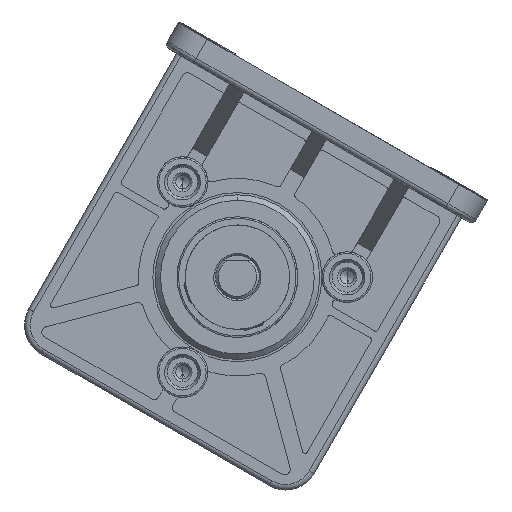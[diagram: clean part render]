
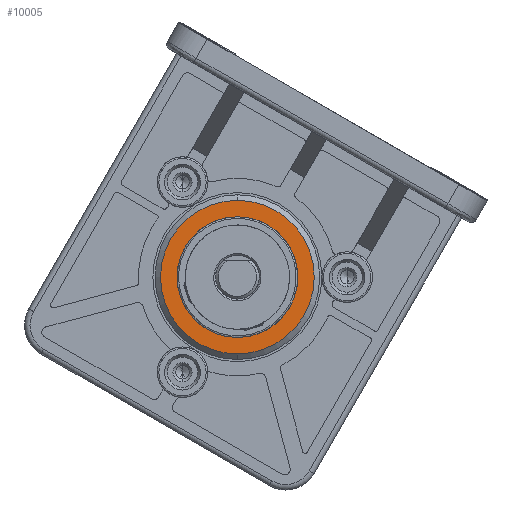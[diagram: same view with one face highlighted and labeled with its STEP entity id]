
A CAD part, left-side view. The second image highlights one B-rep face of the part: STEP entity #10005.
In plain terms, the highlighted planar face has unit normal (-1, 0, 0).
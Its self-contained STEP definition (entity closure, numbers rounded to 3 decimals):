
#1908 = CARTESIAN_POINT ( 'NONE',  ( 0., 0., 0. ) ) ;
#2158 = DIRECTION ( 'NONE',  ( 0., 0., -1. ) ) ;
#2646 = ORIENTED_EDGE ( 'NONE', *, *, #36535, .F. ) ;
#4164 = FACE_BOUND ( 'NONE', #17796, .T. ) ;
#5343 = DIRECTION ( 'NONE',  ( 0., 0., 1. ) ) ;
#6587 = VERTEX_POINT ( 'NONE', #38351 ) ;
#9411 = VERTEX_POINT ( 'NONE', #39028 ) ;
#10005 = ADVANCED_FACE ( 'NONE', ( #29374, #4164 ), #31657, .F. ) ;
#10530 = DIRECTION ( 'NONE',  ( -1., 0., 0. ) ) ;
#11229 = VERTEX_POINT ( 'NONE', #36490 ) ;
#12201 = CARTESIAN_POINT ( 'NONE',  ( 0., 0., 0. ) ) ;
#12320 = EDGE_LOOP ( 'NONE', ( #31486, #33313 ) ) ;
#12507 = CIRCLE ( 'NONE', #27339, 11. ) ;
#13985 = CARTESIAN_POINT ( 'NONE',  ( 0., 0., 0. ) ) ;
#14730 = EDGE_CURVE ( 'NONE', #6587, #9411, #17352, .T. ) ;
#15617 = DIRECTION ( 'NONE',  ( -1., 0., 0. ) ) ;
#16723 = AXIS2_PLACEMENT_3D ( 'NONE', #12201, #21967, #2158 ) ;
#17236 = DIRECTION ( 'NONE',  ( 0., 0., -1. ) ) ;
#17352 = CIRCLE ( 'NONE', #21480, 14. ) ;
#17395 = ORIENTED_EDGE ( 'NONE', *, *, #19256, .F. ) ;
#17796 = EDGE_LOOP ( 'NONE', ( #2646, #17395 ) ) ;
#19256 = EDGE_CURVE ( 'NONE', #23255, #11229, #12507, .T. ) ;
#21480 = AXIS2_PLACEMENT_3D ( 'NONE', #13985, #36675, #17236 ) ;
#21967 = DIRECTION ( 'NONE',  ( 1., 0., 0. ) ) ;
#23255 = VERTEX_POINT ( 'NONE', #37403 ) ;
#25015 = DIRECTION ( 'NONE',  ( -1., 0., 0. ) ) ;
#25032 = EDGE_CURVE ( 'NONE', #9411, #6587, #37700, .T. ) ;
#27339 = AXIS2_PLACEMENT_3D ( 'NONE', #1908, #25015, #5343 ) ;
#29374 = FACE_OUTER_BOUND ( 'NONE', #12320, .T. ) ;
#30000 = CARTESIAN_POINT ( 'NONE',  ( 0., 0., 0. ) ) ;
#30046 = CIRCLE ( 'NONE', #39069, 11. ) ;
#31486 = ORIENTED_EDGE ( 'NONE', *, *, #14730, .T. ) ;
#31657 = PLANE ( 'NONE',  #16723 ) ;
#33269 = DIRECTION ( 'NONE',  ( 0., 0., -1. ) ) ;
#33313 = ORIENTED_EDGE ( 'NONE', *, *, #25032, .T. ) ;
#35020 = CARTESIAN_POINT ( 'NONE',  ( 0., 0., 0. ) ) ;
#36490 = CARTESIAN_POINT ( 'NONE',  ( 0., 0., 11. ) ) ;
#36535 = EDGE_CURVE ( 'NONE', #11229, #23255, #30046, .T. ) ;
#36675 = DIRECTION ( 'NONE',  ( -1., 0., 0. ) ) ;
#37403 = CARTESIAN_POINT ( 'NONE',  ( 0., 0., -11. ) ) ;
#37700 = CIRCLE ( 'NONE', #40915, 14. ) ;
#38351 = CARTESIAN_POINT ( 'NONE',  ( 0., 0., -14. ) ) ;
#38859 = DIRECTION ( 'NONE',  ( 0., 0., 1. ) ) ;
#39028 = CARTESIAN_POINT ( 'NONE',  ( 0., 0., 14. ) ) ;
#39069 = AXIS2_PLACEMENT_3D ( 'NONE', #35020, #15617, #38859 ) ;
#40915 = AXIS2_PLACEMENT_3D ( 'NONE', #30000, #10530, #33269 ) ;
